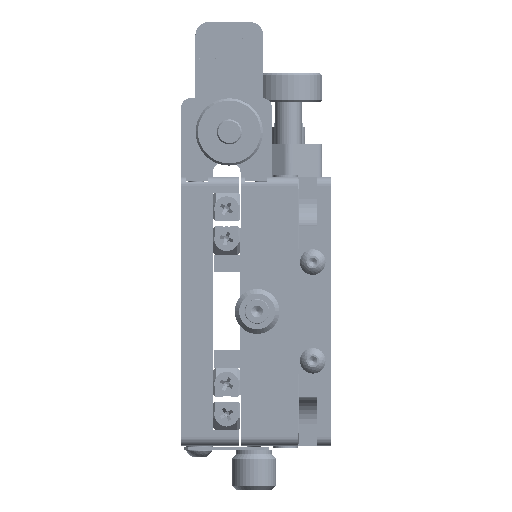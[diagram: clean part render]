
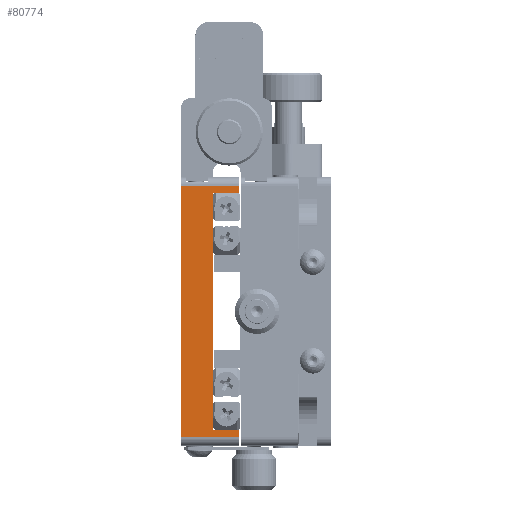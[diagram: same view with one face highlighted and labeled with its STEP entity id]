
A CAD part, left-side view. The second image highlights one B-rep face of the part: STEP entity #80774.
In plain terms, the highlighted planar face has unit normal (-1, 0, 0).
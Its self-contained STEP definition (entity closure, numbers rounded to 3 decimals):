
#146 = VERTEX_POINT ( 'NONE', #24902 ) ;
#594 = PLANE ( 'NONE',  #58514 ) ;
#4319 = CARTESIAN_POINT ( 'NONE',  ( -30., 20.4, 28. ) ) ;
#4574 = VERTEX_POINT ( 'NONE', #82071 ) ;
#5888 = CARTESIAN_POINT ( 'NONE',  ( -30., 33.3, 28. ) ) ;
#6440 = LINE ( 'NONE', #5888, #45932 ) ;
#7203 = CARTESIAN_POINT ( 'NONE',  ( -30., 20.4, -28. ) ) ;
#11153 = DIRECTION ( 'NONE',  ( 0., 0., -1. ) ) ;
#11847 = CARTESIAN_POINT ( 'NONE',  ( -30., 20.4, -26.5 ) ) ;
#12284 = VERTEX_POINT ( 'NONE', #61779 ) ;
#14131 = CARTESIAN_POINT ( 'NONE',  ( -30., 20.4, 28. ) ) ;
#14570 = DIRECTION ( 'NONE',  ( 0., 1., 0. ) ) ;
#15033 = LINE ( 'NONE', #94376, #32488 ) ;
#16843 = CARTESIAN_POINT ( 'NONE',  ( -30., 26.3, 20.5 ) ) ;
#17175 = VECTOR ( 'NONE', #84429, 1000. ) ;
#18104 = VERTEX_POINT ( 'NONE', #73740 ) ;
#18154 = DIRECTION ( 'NONE',  ( 0., 0., -1. ) ) ;
#18565 = DIRECTION ( 'NONE',  ( 0., 1., 0. ) ) ;
#19281 = LINE ( 'NONE', #46490, #82941 ) ;
#20506 = VERTEX_POINT ( 'NONE', #7203 ) ;
#20661 = VERTEX_POINT ( 'NONE', #98663 ) ;
#21655 = ORIENTED_EDGE ( 'NONE', *, *, #107572, .F. ) ;
#22228 = ORIENTED_EDGE ( 'NONE', *, *, #35412, .F. ) ;
#23055 = EDGE_CURVE ( 'NONE', #87740, #20661, #15033, .T. ) ;
#23337 = VECTOR ( 'NONE', #114466, 1000. ) ;
#24902 = CARTESIAN_POINT ( 'NONE',  ( -30., 26.2, 26.5 ) ) ;
#25097 = DIRECTION ( 'NONE',  ( 0., 1., 0. ) ) ;
#26453 = VECTOR ( 'NONE', #113086, 1000. ) ;
#27232 = CARTESIAN_POINT ( 'NONE',  ( -30., 26.3, 20.5 ) ) ;
#27391 = DIRECTION ( 'NONE',  ( 0., 0., 1. ) ) ;
#28373 = LINE ( 'NONE', #27232, #62677 ) ;
#32488 = VECTOR ( 'NONE', #43358, 1000. ) ;
#33165 = EDGE_CURVE ( 'NONE', #20506, #80613, #43606, .T. ) ;
#33830 = ORIENTED_EDGE ( 'NONE', *, *, #90938, .F. ) ;
#34136 = ORIENTED_EDGE ( 'NONE', *, *, #75470, .F. ) ;
#34169 = CARTESIAN_POINT ( 'NONE',  ( -30., 20.4, 28. ) ) ;
#35412 = EDGE_CURVE ( 'NONE', #18104, #87118, #63852, .T. ) ;
#36873 = LINE ( 'NONE', #62357, #23337 ) ;
#36990 = VECTOR ( 'NONE', #14570, 1000. ) ;
#41892 = CARTESIAN_POINT ( 'NONE',  ( -30., 20.4, -28. ) ) ;
#42890 = DIRECTION ( 'NONE',  ( 0., 0., 1. ) ) ;
#43358 = DIRECTION ( 'NONE',  ( 0., 1., 0. ) ) ;
#43606 = LINE ( 'NONE', #41892, #70905 ) ;
#44029 = DIRECTION ( 'NONE',  ( -1., 0., 0. ) ) ;
#45213 = LINE ( 'NONE', #16843, #53812 ) ;
#45932 = VECTOR ( 'NONE', #42890, 1000. ) ;
#46490 = CARTESIAN_POINT ( 'NONE',  ( -30., 20.4, 28. ) ) ;
#48007 = ORIENTED_EDGE ( 'NONE', *, *, #62261, .F. ) ;
#48203 = CARTESIAN_POINT ( 'NONE',  ( -30., 26.2, 26.5 ) ) ;
#49763 = ORIENTED_EDGE ( 'NONE', *, *, #23055, .T. ) ;
#51374 = ORIENTED_EDGE ( 'NONE', *, *, #33165, .F. ) ;
#53812 = VECTOR ( 'NONE', #100058, 1000. ) ;
#57412 = CARTESIAN_POINT ( 'NONE',  ( -30., 33.3, -28. ) ) ;
#58514 = AXIS2_PLACEMENT_3D ( 'NONE', #34169, #44029, #104847 ) ;
#58549 = LINE ( 'NONE', #48203, #36990 ) ;
#61779 = CARTESIAN_POINT ( 'NONE',  ( -30., 26.3, 20.5 ) ) ;
#62261 = EDGE_CURVE ( 'NONE', #80613, #20661, #6440, .T. ) ;
#62357 = CARTESIAN_POINT ( 'NONE',  ( -30., 26.3, -20.5 ) ) ;
#62677 = VECTOR ( 'NONE', #18565, 1000. ) ;
#63177 = EDGE_CURVE ( 'NONE', #103547, #12284, #28373, .T. ) ;
#63779 = ORIENTED_EDGE ( 'NONE', *, *, #83820, .T. ) ;
#63852 = LINE ( 'NONE', #98618, #91483 ) ;
#67382 = LINE ( 'NONE', #14131, #26453 ) ;
#70905 = VECTOR ( 'NONE', #25097, 1000. ) ;
#70931 = ORIENTED_EDGE ( 'NONE', *, *, #63177, .F. ) ;
#73096 = ORIENTED_EDGE ( 'NONE', *, *, #85513, .F. ) ;
#73740 = CARTESIAN_POINT ( 'NONE',  ( -30., 26.2, -20.5 ) ) ;
#74576 = CARTESIAN_POINT ( 'NONE',  ( -30., 26.2, -26.5 ) ) ;
#75470 = EDGE_CURVE ( 'NONE', #87118, #82201, #93684, .T. ) ;
#80613 = VERTEX_POINT ( 'NONE', #57412 ) ;
#80774 = ADVANCED_FACE ( 'NONE', ( #97299 ), #594, .T. ) ;
#82071 = CARTESIAN_POINT ( 'NONE',  ( -30., 26.3, -20.5 ) ) ;
#82201 = VERTEX_POINT ( 'NONE', #11847 ) ;
#82700 = CARTESIAN_POINT ( 'NONE',  ( -30., 26.2, 20.5 ) ) ;
#82941 = VECTOR ( 'NONE', #27391, 1000. ) ;
#83272 = VECTOR ( 'NONE', #11153, 1000. ) ;
#83820 = EDGE_CURVE ( 'NONE', #20506, #82201, #19281, .T. ) ;
#84429 = DIRECTION ( 'NONE',  ( 0., -1., 0. ) ) ;
#85513 = EDGE_CURVE ( 'NONE', #146, #103547, #99173, .T. ) ;
#86179 = CARTESIAN_POINT ( 'NONE',  ( -30., 26.2, -26.5 ) ) ;
#87118 = VERTEX_POINT ( 'NONE', #86179 ) ;
#87740 = VERTEX_POINT ( 'NONE', #4319 ) ;
#90938 = EDGE_CURVE ( 'NONE', #12284, #4574, #45213, .T. ) ;
#91483 = VECTOR ( 'NONE', #18154, 1000. ) ;
#92202 = CARTESIAN_POINT ( 'NONE',  ( -30., 26.2, 26.5 ) ) ;
#92834 = ORIENTED_EDGE ( 'NONE', *, *, #100836, .F. ) ;
#93684 = LINE ( 'NONE', #74576, #17175 ) ;
#93777 = EDGE_CURVE ( 'NONE', #104345, #87740, #67382, .T. ) ;
#94376 = CARTESIAN_POINT ( 'NONE',  ( -30., 20.4, 28. ) ) ;
#97299 = FACE_OUTER_BOUND ( 'NONE', #112630, .T. ) ;
#98618 = CARTESIAN_POINT ( 'NONE',  ( -30., 26.2, -26.5 ) ) ;
#98663 = CARTESIAN_POINT ( 'NONE',  ( -30., 33.3, 28. ) ) ;
#99173 = LINE ( 'NONE', #92202, #83272 ) ;
#100058 = DIRECTION ( 'NONE',  ( 0., 0., -1. ) ) ;
#100836 = EDGE_CURVE ( 'NONE', #104345, #146, #58549, .T. ) ;
#103547 = VERTEX_POINT ( 'NONE', #82700 ) ;
#104345 = VERTEX_POINT ( 'NONE', #108448 ) ;
#104847 = DIRECTION ( 'NONE',  ( 0., 0., 1. ) ) ;
#107572 = EDGE_CURVE ( 'NONE', #4574, #18104, #36873, .T. ) ;
#108448 = CARTESIAN_POINT ( 'NONE',  ( -30., 20.4, 26.5 ) ) ;
#109494 = ORIENTED_EDGE ( 'NONE', *, *, #93777, .T. ) ;
#112630 = EDGE_LOOP ( 'NONE', ( #92834, #109494, #49763, #48007, #51374, #63779, #34136, #22228, #21655, #33830, #70931, #73096 ) ) ;
#113086 = DIRECTION ( 'NONE',  ( 0., 0., 1. ) ) ;
#114466 = DIRECTION ( 'NONE',  ( 0., -1., 0. ) ) ;
